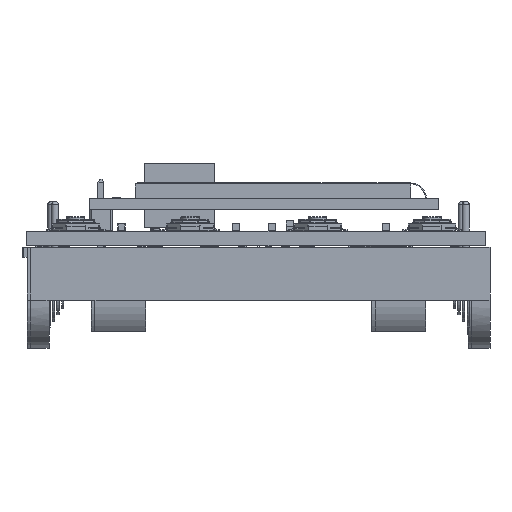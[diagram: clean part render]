
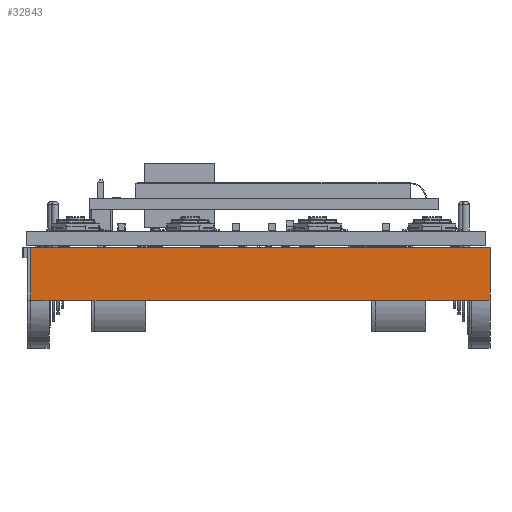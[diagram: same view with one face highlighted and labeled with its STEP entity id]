
A CAD part, front view. The second image highlights one B-rep face of the part: STEP entity #32843.
In plain terms, the highlighted face is planar.
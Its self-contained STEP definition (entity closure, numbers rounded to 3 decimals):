
#32465 = EDGE_CURVE('',#32466,#32468,#32470,.T.);
#32466 = VERTEX_POINT('',#32467);
#32467 = CARTESIAN_POINT('',(-2.645,6.5,0.1));
#32468 = VERTEX_POINT('',#32469);
#32469 = CARTESIAN_POINT('',(-2.645,6.5,5.85));
#32470 = LINE('',#32471,#32472);
#32471 = CARTESIAN_POINT('',(-2.645,6.5,0.1));
#32472 = VECTOR('',#32473,1.);
#32473 = DIRECTION('',(0.,0.,1.));
#32516 = VERTEX_POINT('',#32517);
#32517 = CARTESIAN_POINT('',(47.345,6.5,0.1));
#32523 = EDGE_CURVE('',#32516,#32466,#32524,.T.);
#32524 = LINE('',#32525,#32526);
#32525 = CARTESIAN_POINT('',(47.345,6.5,0.1));
#32526 = VECTOR('',#32527,1.);
#32527 = DIRECTION('',(-1.,0.,0.));
#32630 = EDGE_CURVE('',#32516,#32631,#32633,.T.);
#32631 = VERTEX_POINT('',#32632);
#32632 = CARTESIAN_POINT('',(47.345,6.5,5.85));
#32633 = LINE('',#32634,#32635);
#32634 = CARTESIAN_POINT('',(47.345,6.5,0.1));
#32635 = VECTOR('',#32636,1.);
#32636 = DIRECTION('',(0.,0.,1.));
#32843 = ADVANCED_FACE('',(#32844),#32903,.F.);
#32844 = FACE_BOUND('',#32845,.F.);
#32845 = EDGE_LOOP('',(#32846,#32847,#32855,#32863,#32871,#32879,#32887,
    #32895,#32901,#32902));
#32846 = ORIENTED_EDGE('',*,*,#32630,.T.);
#32847 = ORIENTED_EDGE('',*,*,#32848,.F.);
#32848 = EDGE_CURVE('',#32849,#32631,#32851,.T.);
#32849 = VERTEX_POINT('',#32850);
#32850 = CARTESIAN_POINT('',(45.345,6.5,5.85));
#32851 = LINE('',#32852,#32853);
#32852 = CARTESIAN_POINT('',(45.345,6.5,5.85));
#32853 = VECTOR('',#32854,1.);
#32854 = DIRECTION('',(1.,0.,0.));
#32855 = ORIENTED_EDGE('',*,*,#32856,.F.);
#32856 = EDGE_CURVE('',#32857,#32849,#32859,.T.);
#32857 = VERTEX_POINT('',#32858);
#32858 = CARTESIAN_POINT('',(40.346,6.5,5.85));
#32859 = LINE('',#32860,#32861);
#32860 = CARTESIAN_POINT('',(0.1,6.5,5.85));
#32861 = VECTOR('',#32862,1.);
#32862 = DIRECTION('',(1.,0.,0.));
#32863 = ORIENTED_EDGE('',*,*,#32864,.F.);
#32864 = EDGE_CURVE('',#32865,#32857,#32867,.T.);
#32865 = VERTEX_POINT('',#32866);
#32866 = CARTESIAN_POINT('',(34.848,6.5,5.85));
#32867 = LINE('',#32868,#32869);
#32868 = CARTESIAN_POINT('',(0.1,6.5,5.85));
#32869 = VECTOR('',#32870,1.);
#32870 = DIRECTION('',(1.,0.,0.));
#32871 = ORIENTED_EDGE('',*,*,#32872,.F.);
#32872 = EDGE_CURVE('',#32873,#32865,#32875,.T.);
#32873 = VERTEX_POINT('',#32874);
#32874 = CARTESIAN_POINT('',(9.853,6.5,5.85));
#32875 = LINE('',#32876,#32877);
#32876 = CARTESIAN_POINT('',(0.1,6.5,5.85));
#32877 = VECTOR('',#32878,1.);
#32878 = DIRECTION('',(1.,0.,0.));
#32879 = ORIENTED_EDGE('',*,*,#32880,.F.);
#32880 = EDGE_CURVE('',#32881,#32873,#32883,.T.);
#32881 = VERTEX_POINT('',#32882);
#32882 = CARTESIAN_POINT('',(4.354,6.5,5.85));
#32883 = LINE('',#32884,#32885);
#32884 = CARTESIAN_POINT('',(0.1,6.5,5.85));
#32885 = VECTOR('',#32886,1.);
#32886 = DIRECTION('',(1.,0.,0.));
#32887 = ORIENTED_EDGE('',*,*,#32888,.T.);
#32888 = EDGE_CURVE('',#32881,#32889,#32891,.T.);
#32889 = VERTEX_POINT('',#32890);
#32890 = CARTESIAN_POINT('',(-0.645,6.5,5.85));
#32891 = LINE('',#32892,#32893);
#32892 = CARTESIAN_POINT('',(47.345,6.5,5.85));
#32893 = VECTOR('',#32894,1.);
#32894 = DIRECTION('',(-1.,0.,0.));
#32895 = ORIENTED_EDGE('',*,*,#32896,.F.);
#32896 = EDGE_CURVE('',#32468,#32889,#32897,.T.);
#32897 = LINE('',#32898,#32899);
#32898 = CARTESIAN_POINT('',(-2.645,6.5,5.85));
#32899 = VECTOR('',#32900,1.);
#32900 = DIRECTION('',(1.,0.,0.));
#32901 = ORIENTED_EDGE('',*,*,#32465,.F.);
#32902 = ORIENTED_EDGE('',*,*,#32523,.F.);
#32903 = PLANE('',#32904);
#32904 = AXIS2_PLACEMENT_3D('',#32905,#32906,#32907);
#32905 = CARTESIAN_POINT('',(47.345,6.5,0.1));
#32906 = DIRECTION('',(0.,-1.,0.));
#32907 = DIRECTION('',(-1.,0.,0.));
